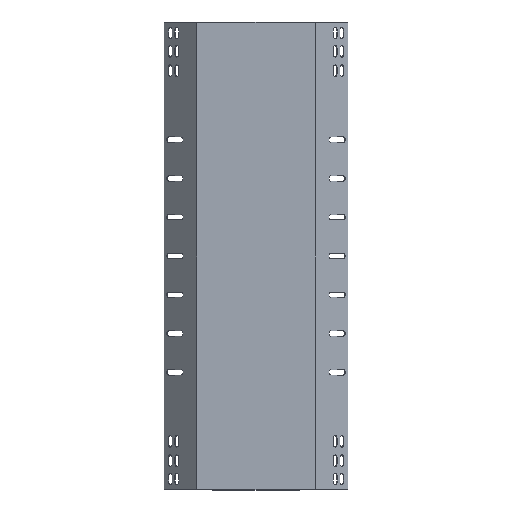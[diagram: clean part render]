
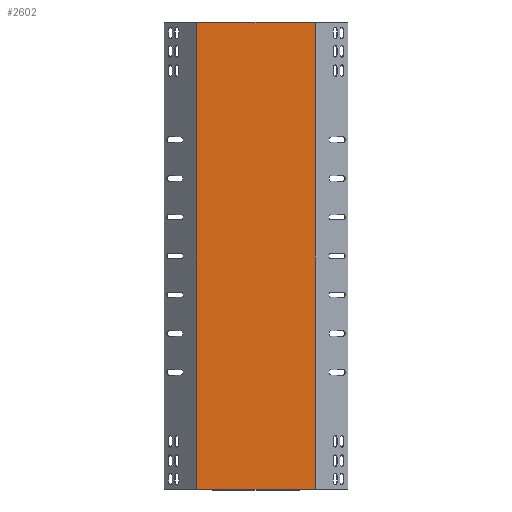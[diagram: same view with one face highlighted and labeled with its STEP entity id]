
A CAD part, front view. The second image highlights one B-rep face of the part: STEP entity #2602.
In plain terms, the highlighted planar face has unit normal (0, -1, 0).
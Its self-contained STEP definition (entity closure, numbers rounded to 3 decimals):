
#60 = CARTESIAN_POINT ( 'NONE',  ( -98.499, -23.927, -325.612 ) ) ;
#742 = VECTOR ( 'NONE', #2953, 1000. ) ;
#753 = LINE ( 'NONE', #2950, #742 ) ;
#1846 = AXIS2_PLACEMENT_3D ( 'NONE', #5037, #4939, #4928 ) ;
#2424 = DIRECTION ( 'NONE',  ( 0., 0., 1. ) ) ;
#2427 = CARTESIAN_POINT ( 'NONE',  ( 54.263, -23.927, -325.612 ) ) ;
#2602 = ADVANCED_FACE ( 'NONE', ( #6246 ), #5013, .F. ) ;
#2771 = EDGE_CURVE ( 'NONE', #8071, #7871, #5538, .T. ) ;
#2950 = CARTESIAN_POINT ( 'NONE',  ( -99.403, -23.927, -325.8 ) ) ;
#2953 = DIRECTION ( 'NONE',  ( 1., 0., 0. ) ) ;
#3179 = EDGE_CURVE ( 'NONE', #6050, #7871, #4117, .T. ) ;
#3873 = EDGE_CURVE ( 'NONE', #7992, #8071, #753, .T. ) ;
#4117 = LINE ( 'NONE', #4554, #4142 ) ;
#4142 = VECTOR ( 'NONE', #4543, 1000. ) ;
#4543 = DIRECTION ( 'NONE',  ( 1., 0., 0. ) ) ;
#4554 = CARTESIAN_POINT ( 'NONE',  ( -99.403, -23.927, 275.8 ) ) ;
#4641 = EDGE_CURVE ( 'NONE', #7992, #6050, #6824, .T. ) ;
#4928 = DIRECTION ( 'NONE',  ( 0., 0., 1. ) ) ;
#4939 = DIRECTION ( 'NONE',  ( 0., 1., 0. ) ) ;
#5013 = PLANE ( 'NONE',  #1846 ) ;
#5037 = CARTESIAN_POINT ( 'NONE',  ( -98.168, -23.927, 275. ) ) ;
#5521 = VECTOR ( 'NONE', #2424, 1000. ) ;
#5538 = LINE ( 'NONE', #2427, #5521 ) ;
#6050 = VERTEX_POINT ( 'NONE', #6723 ) ;
#6246 = FACE_OUTER_BOUND ( 'NONE', #6307, .T. ) ;
#6307 = EDGE_LOOP ( 'NONE', ( #6487, #6494, #6502, #6508 ) ) ;
#6487 = ORIENTED_EDGE ( 'NONE', *, *, #3873, .T. ) ;
#6494 = ORIENTED_EDGE ( 'NONE', *, *, #2771, .T. ) ;
#6502 = ORIENTED_EDGE ( 'NONE', *, *, #3179, .F. ) ;
#6508 = ORIENTED_EDGE ( 'NONE', *, *, #4641, .F. ) ;
#6723 = CARTESIAN_POINT ( 'NONE',  ( -98.499, -23.927, 275.8 ) ) ;
#6800 = VECTOR ( 'NONE', #7127, 1000. ) ;
#6824 = LINE ( 'NONE', #60, #6800 ) ;
#7108 = CARTESIAN_POINT ( 'NONE',  ( 54.263, -23.927, -325.8 ) ) ;
#7127 = DIRECTION ( 'NONE',  ( 0., 0., 1. ) ) ;
#7222 = CARTESIAN_POINT ( 'NONE',  ( -98.499, -23.927, -325.8 ) ) ;
#7610 = CARTESIAN_POINT ( 'NONE',  ( 54.263, -23.927, 275.8 ) ) ;
#7871 = VERTEX_POINT ( 'NONE', #7610 ) ;
#7992 = VERTEX_POINT ( 'NONE', #7222 ) ;
#8071 = VERTEX_POINT ( 'NONE', #7108 ) ;
